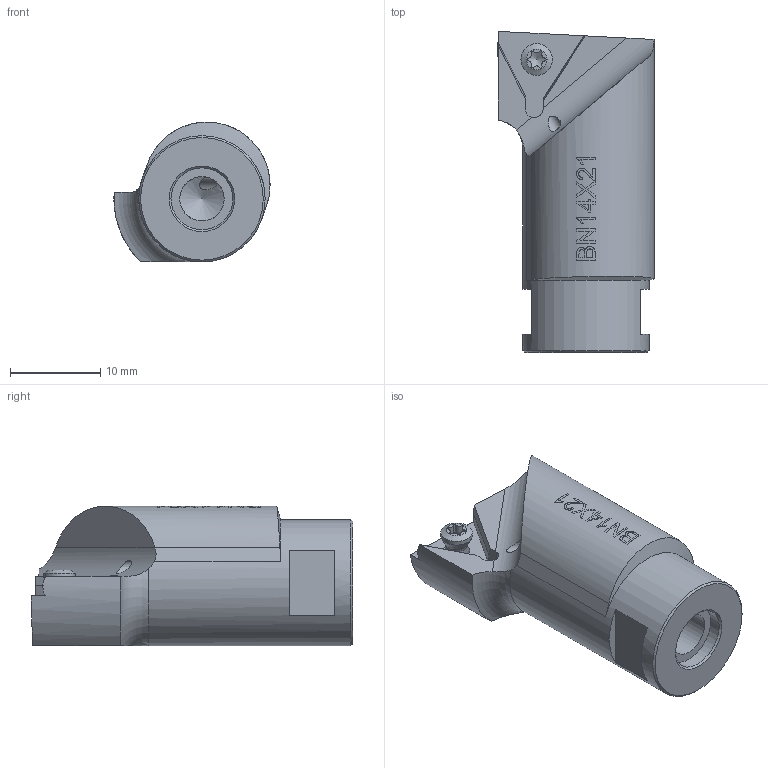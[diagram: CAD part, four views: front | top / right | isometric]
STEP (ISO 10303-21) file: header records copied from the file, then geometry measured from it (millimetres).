
FILE_DESCRIPTION(/* description */ ('BORING NOSE'),/* implementation_level */ '2;1');
FILE_NAME(/* name */ 'BN14X21.stp',/* time_stamp */ '2020-06-15T14:02:05-04:00',/* author */ ('jsmall'),/* organization */ (''),/* preprocessor_version */ 'ST-DEVELOPER v17',/* originating_system */ 'Autodesk Inventor 2018',/* authorisation */ '');
FILE_SCHEMA (('AUTOMOTIVE_DESIGN { 1 0 10303 214 3 1 1 }'));
Length unit declared in the file: millimetre
Products named in the file (3): BN14X21; BN14X21-1; 812-458
Assembly tree (2 placements, depth 2):
  BN14X21
    BN14X21-1
    812-458
Bounding box: 17.3 x 35.59 x 15.51 mm (x, y, z)
Volume: 5089.4 mm3; surface area: 2464.2 mm2
Topology: 2 solids, 2 shells, 162 faces, 432 edges, 285 vertices
Faces by surface type: plane 91, cylinder 33, bspline 27, cone 10, torus 1
Full cylindrical faces by diameter (mm): 1.5 x1, 2.013 x1, 2.5 x1, 3.5 x1, 4.917 x1, 6.858 x1, 14 x1
Entity records: 6252 total; most frequent: CARTESIAN_POINT 2034, ORIENTED_EDGE 860, DIRECTION 790, EDGE_CURVE 430, AXIS2_PLACEMENT_3D 290, VERTEX_POINT 285, LINE 210, VECTOR 210
